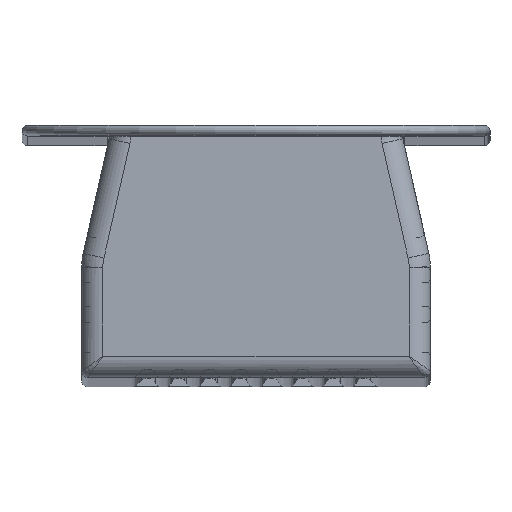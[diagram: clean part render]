
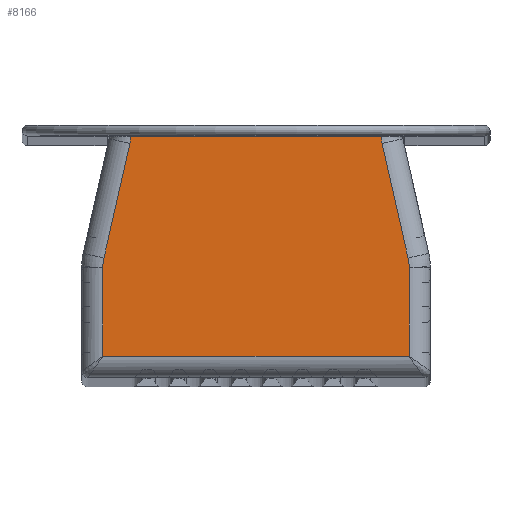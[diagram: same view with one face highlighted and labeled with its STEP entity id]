
A CAD part, top view. The second image highlights one B-rep face of the part: STEP entity #8166.
In plain terms, the highlighted planar face has unit normal (0, 0, 1).
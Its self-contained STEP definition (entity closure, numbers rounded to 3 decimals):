
#7267=CARTESIAN_POINT('',(6.999,11.25,126.3));
#7268=DIRECTION('',(0.,0.,-1.));
#7269=DIRECTION('',(-0.975,-0.222,0.));
#7270=AXIS2_PLACEMENT_3D('',#7267,#7268,#7269);
#7275=DIRECTION('',(-0.222,0.975,0.));
#7276=VECTOR('',#7275,5.525);
#7277=CARTESIAN_POINT('',(7.15,5.619,126.3));
#7278=LINE('',#7277,#7276);
#7282=CARTESIAN_POINT('',(5.2,5.176,126.3));
#7283=DIRECTION('',(0.,0.,1.));
#7284=DIRECTION('',(1.,0.,0.));
#7285=AXIS2_PLACEMENT_3D('',#7282,#7283,#7284);
#7290=DIRECTION('',(0.,1.,0.));
#7291=VECTOR('',#7290,4.176);
#7292=CARTESIAN_POINT('',(7.2,1.,126.3));
#7293=LINE('',#7292,#7291);
#7297=DIRECTION('',(1.,0.,0.));
#7298=VECTOR('',#7297,14.4);
#7299=CARTESIAN_POINT('',(-7.2,1.,126.3));
#7300=LINE('',#7299,#7298);
#7304=DIRECTION('',(0.,-1.,0.));
#7305=VECTOR('',#7304,4.176);
#7306=CARTESIAN_POINT('',(-7.2,5.176,126.3));
#7307=LINE('',#7306,#7305);
#7311=CARTESIAN_POINT('',(-5.2,5.176,126.3));
#7312=DIRECTION('',(0.,0.,1.));
#7313=DIRECTION('',(-0.975,0.222,0.));
#7314=AXIS2_PLACEMENT_3D('',#7311,#7312,#7313);
#7319=DIRECTION('',(-0.222,-0.975,0.));
#7320=VECTOR('',#7319,5.525);
#7321=CARTESIAN_POINT('',(-5.926,11.006,126.3));
#7322=LINE('',#7321,#7320);
#7326=CARTESIAN_POINT('',(-6.999,11.25,126.3));
#7327=DIRECTION('',(0.,0.,-1.));
#7328=DIRECTION('',(0.996,0.091,0.));
#7329=AXIS2_PLACEMENT_3D('',#7326,#7327,#7328);
#7334=DIRECTION('',(1.,0.,0.));
#7335=VECTOR('',#7334,11.806);
#7336=CARTESIAN_POINT('',(-5.903,11.35,126.3));
#7337=LINE('',#7336,#7335);
#7646=CARTESIAN_POINT('',(5.926,11.006,126.3));
#7647=CARTESIAN_POINT('',(5.903,11.35,126.3));
#7648=VERTEX_POINT('',#7646);
#7649=VERTEX_POINT('',#7647);
#7650=CARTESIAN_POINT('',(7.15,5.619,126.3));
#7651=VERTEX_POINT('',#7650);
#7654=CARTESIAN_POINT('',(7.2,5.176,126.3));
#7655=VERTEX_POINT('',#7654);
#7658=CARTESIAN_POINT('',(7.2,1.,126.3));
#7659=VERTEX_POINT('',#7658);
#7666=CARTESIAN_POINT('',(-7.2,1.,126.3));
#7667=VERTEX_POINT('',#7666);
#7668=CARTESIAN_POINT('',(-5.903,11.35,126.3));
#7669=CARTESIAN_POINT('',(-5.926,11.006,126.3));
#7670=VERTEX_POINT('',#7668);
#7671=VERTEX_POINT('',#7669);
#7676=CARTESIAN_POINT('',(-7.15,5.619,126.3));
#7677=VERTEX_POINT('',#7676);
#7680=CARTESIAN_POINT('',(-7.2,5.176,126.3));
#7681=VERTEX_POINT('',#7680);
#8142=CARTESIAN_POINT('',(0.,0.,126.3));
#8143=DIRECTION('',(0.,0.,1.));
#8144=DIRECTION('',(1.,0.,0.));
#8145=AXIS2_PLACEMENT_3D('',#8142,#8143,#8144);
#8146=PLANE('',#8145);
#8147=ORIENTED_EDGE('',*,*,#8121,.F.);
#8148=ORIENTED_EDGE('',*,*,#8132,.F.);
#8150=ORIENTED_EDGE('',*,*,#8149,.F.);
#8152=ORIENTED_EDGE('',*,*,#8151,.F.);
#8154=ORIENTED_EDGE('',*,*,#8153,.F.);
#8156=ORIENTED_EDGE('',*,*,#8155,.F.);
#8158=ORIENTED_EDGE('',*,*,#8157,.F.);
#8160=ORIENTED_EDGE('',*,*,#8159,.F.);
#8162=ORIENTED_EDGE('',*,*,#8161,.F.);
#8163=ORIENTED_EDGE('',*,*,#8085,.T.);
#8164=EDGE_LOOP('',(#8147,#8148,#8150,#8152,#8154,#8156,#8158,#8160,#8162,
#8163));
#8165=FACE_OUTER_BOUND('',#8164,.F.);
#7271=CIRCLE('',#7270,1.1);
#7286=CIRCLE('',#7285,2.);
#7315=CIRCLE('',#7314,2.);
#7330=CIRCLE('',#7329,1.1);
#8085=EDGE_CURVE('',#7670,#7649,#7337,.T.);
#8121=EDGE_CURVE('',#7648,#7649,#7271,.T.);
#8132=EDGE_CURVE('',#7651,#7648,#7278,.T.);
#8149=EDGE_CURVE('',#7655,#7651,#7286,.T.);
#8151=EDGE_CURVE('',#7659,#7655,#7293,.T.);
#8153=EDGE_CURVE('',#7667,#7659,#7300,.T.);
#8155=EDGE_CURVE('',#7681,#7667,#7307,.T.);
#8157=EDGE_CURVE('',#7677,#7681,#7315,.T.);
#8159=EDGE_CURVE('',#7671,#7677,#7322,.T.);
#8161=EDGE_CURVE('',#7670,#7671,#7330,.T.);
#8166=ADVANCED_FACE('',(#8165),#8146,.T.);
